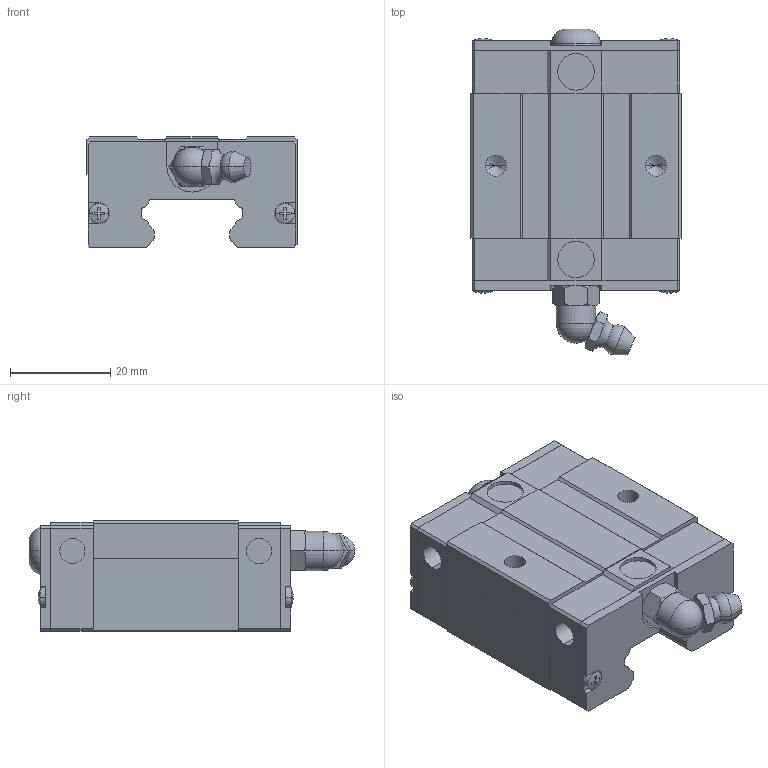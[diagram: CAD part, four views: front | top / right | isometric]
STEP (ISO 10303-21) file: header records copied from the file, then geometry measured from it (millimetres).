
FILE_DESCRIPTION(('STEP AP214'),'1');
FILE_NAME('cctmp_BE1770F8-1B83-4A88-8AAF-F0A12EC78CCE_2024_08_08_16_04_36_0985..stp','2024-08-08T14:04:37',('HIWIN GmbH'),('CADClick - www.CADClick.com'),'Spatial InterOp 3D',' ','unknown authorization');
FILE_SCHEMA(('AUTOMOTIVE_DESIGN'));
Length unit declared in the file: millimetre
Products named in the file (1): EGH20SAZ0C_FILE
Bounding box: 42 x 65.11 x 22 mm (x, y, z)
Volume: 36175 mm3; surface area: 10486.2 mm2
Topology: 1 solids, 5 shells, 340 faces, 897 edges, 577 vertices
Faces by surface type: plane 202, cylinder 76, cone 42, torus 18, sphere 2
Entity records: 13316 total; most frequent: CARTESIAN_POINT 2305, ORIENTED_EDGE 1782, DIRECTION 1670, EDGE_CURVE 891, VERTEX_POINT 577, LINE 570, VECTOR 570, AXIS2_PLACEMENT_3D 550
